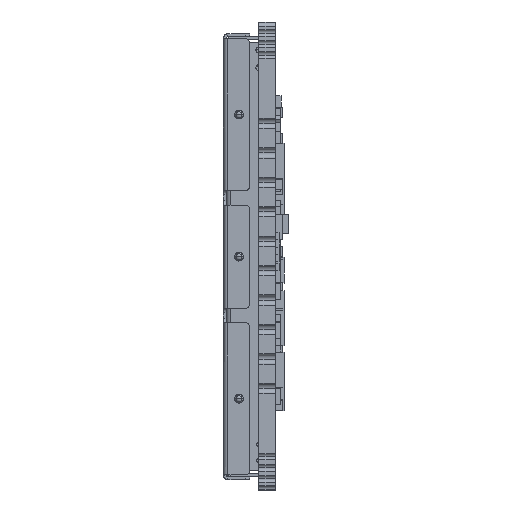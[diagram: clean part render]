
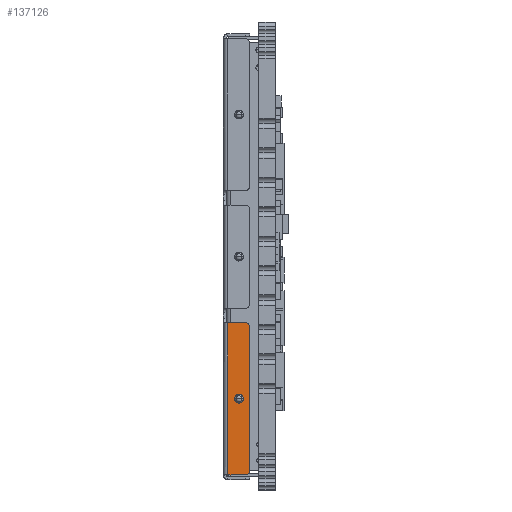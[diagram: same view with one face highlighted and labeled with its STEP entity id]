
A CAD part, left-side view. The second image highlights one B-rep face of the part: STEP entity #137126.
In plain terms, the highlighted planar face has unit normal (-1, 0, 0).
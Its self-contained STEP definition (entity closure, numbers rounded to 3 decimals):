
#742 = CIRCLE ( 'NONE', #107127, 0.3 ) ;
#898 = CARTESIAN_POINT ( 'NONE',  ( -46.15, 2.018, -2.42 ) ) ;
#1447 = DIRECTION ( 'NONE',  ( 0., 0., 1. ) ) ;
#1682 = AXIS2_PLACEMENT_3D ( 'NONE', #898, #41046, #1447 ) ;
#4372 = CARTESIAN_POINT ( 'NONE',  ( -46.15, 2.468, 2.439 ) ) ;
#4920 = EDGE_CURVE ( 'NONE', #83113, #70616, #11773, .T. ) ;
#6404 = DIRECTION ( 'NONE',  ( 0., 0., 1. ) ) ;
#7935 = LINE ( 'NONE', #116615, #32694 ) ;
#11773 = LINE ( 'NONE', #116896, #134936 ) ;
#14060 = CARTESIAN_POINT ( 'NONE',  ( -46.15, 2.018, -2.72 ) ) ;
#18041 = EDGE_CURVE ( 'NONE', #83113, #123731, #38866, .T. ) ;
#18820 = ORIENTED_EDGE ( 'NONE', *, *, #138334, .F. ) ;
#21541 = EDGE_CURVE ( 'NONE', #163360, #82925, #742, .T. ) ;
#25552 = CIRCLE ( 'NONE', #170244, 0.3 ) ;
#32648 = ORIENTED_EDGE ( 'NONE', *, *, #63300, .T. ) ;
#32694 = VECTOR ( 'NONE', #115480, 1000. ) ;
#34137 = AXIS2_PLACEMENT_3D ( 'NONE', #158952, #146821, #158377 ) ;
#35540 = EDGE_CURVE ( 'NONE', #82925, #163360, #25552, .T. ) ;
#38082 = DIRECTION ( 'NONE',  ( 0., -1., 0. ) ) ;
#38866 = CIRCLE ( 'NONE', #153504, 0.3 ) ;
#39388 = VERTEX_POINT ( 'NONE', #125991 ) ;
#41046 = DIRECTION ( 'NONE',  ( -1., 0., 0. ) ) ;
#53843 = CARTESIAN_POINT ( 'NONE',  ( -46.15, 2.018, 7.299 ) ) ;
#54417 = ORIENTED_EDGE ( 'NONE', *, *, #21541, .F. ) ;
#55107 = FACE_BOUND ( 'NONE', #71798, .T. ) ;
#55478 = DIRECTION ( 'NONE',  ( 0., 0., -1. ) ) ;
#59381 = ORIENTED_EDGE ( 'NONE', *, *, #69046, .T. ) ;
#62899 = VERTEX_POINT ( 'NONE', #14060 ) ;
#63300 = EDGE_CURVE ( 'NONE', #116241, #39388, #7935, .T. ) ;
#64371 = EDGE_LOOP ( 'NONE', ( #158664, #59381, #116143, #136079, #18820, #32648 ) ) ;
#69046 = EDGE_CURVE ( 'NONE', #62899, #70616, #142349, .T. ) ;
#70616 = VERTEX_POINT ( 'NONE', #147719 ) ;
#71798 = EDGE_LOOP ( 'NONE', ( #54417, #134084 ) ) ;
#75522 = FACE_OUTER_BOUND ( 'NONE', #64371, .T. ) ;
#76237 = CARTESIAN_POINT ( 'NONE',  ( -46.15, 2.468, 2.739 ) ) ;
#82925 = VERTEX_POINT ( 'NONE', #125513 ) ;
#83113 = VERTEX_POINT ( 'NONE', #127740 ) ;
#90916 = CARTESIAN_POINT ( 'NONE',  ( -46.15, 2.018, 7.599 ) ) ;
#93198 = VECTOR ( 'NONE', #137108, 1000. ) ;
#107127 = AXIS2_PLACEMENT_3D ( 'NONE', #4372, #123160, #108893 ) ;
#108893 = DIRECTION ( 'NONE',  ( 0., 0., 1. ) ) ;
#115480 = DIRECTION ( 'NONE',  ( 0., 0., -1. ) ) ;
#116143 = ORIENTED_EDGE ( 'NONE', *, *, #4920, .F. ) ;
#116241 = VERTEX_POINT ( 'NONE', #141318 ) ;
#116615 = CARTESIAN_POINT ( 'NONE',  ( -46.15, 3.218, -58.312 ) ) ;
#116896 = CARTESIAN_POINT ( 'NONE',  ( -46.15, 1.718, -58.312 ) ) ;
#123160 = DIRECTION ( 'NONE',  ( -1., 0., 0. ) ) ;
#123731 = VERTEX_POINT ( 'NONE', #90916 ) ;
#124751 = EDGE_CURVE ( 'NONE', #39388, #62899, #147903, .T. ) ;
#125513 = CARTESIAN_POINT ( 'NONE',  ( -46.15, 2.468, 2.139 ) ) ;
#125991 = CARTESIAN_POINT ( 'NONE',  ( -46.15, 3.218, -2.72 ) ) ;
#127740 = CARTESIAN_POINT ( 'NONE',  ( -46.15, 1.718, 7.299 ) ) ;
#128033 = LINE ( 'NONE', #149127, #93198 ) ;
#134084 = ORIENTED_EDGE ( 'NONE', *, *, #35540, .F. ) ;
#134936 = VECTOR ( 'NONE', #55478, 1000. ) ;
#136079 = ORIENTED_EDGE ( 'NONE', *, *, #18041, .T. ) ;
#137108 = DIRECTION ( 'NONE',  ( 0., -1., 0. ) ) ;
#137126 = ADVANCED_FACE ( 'NONE', ( #55107, #75522 ), #147403, .T. ) ;
#138334 = EDGE_CURVE ( 'NONE', #116241, #123731, #128033, .T. ) ;
#138367 = DIRECTION ( 'NONE',  ( -1., 0., 0. ) ) ;
#141318 = CARTESIAN_POINT ( 'NONE',  ( -46.15, 3.218, 7.599 ) ) ;
#142349 = CIRCLE ( 'NONE', #1682, 0.3 ) ;
#145926 = VECTOR ( 'NONE', #38082, 1000. ) ;
#146821 = DIRECTION ( 'NONE',  ( -1., 0., 0. ) ) ;
#147403 = PLANE ( 'NONE',  #34137 ) ;
#147719 = CARTESIAN_POINT ( 'NONE',  ( -46.15, 1.718, -2.42 ) ) ;
#147903 = LINE ( 'NONE', #155665, #145926 ) ;
#149127 = CARTESIAN_POINT ( 'NONE',  ( -46.15, 3.518, 7.599 ) ) ;
#153504 = AXIS2_PLACEMENT_3D ( 'NONE', #53843, #158264, #159414 ) ;
#155665 = CARTESIAN_POINT ( 'NONE',  ( -46.15, 3.518, -2.72 ) ) ;
#158264 = DIRECTION ( 'NONE',  ( -1., 0., 0. ) ) ;
#158377 = DIRECTION ( 'NONE',  ( 0., 0., 1. ) ) ;
#158664 = ORIENTED_EDGE ( 'NONE', *, *, #124751, .T. ) ;
#158952 = CARTESIAN_POINT ( 'NONE',  ( -46.15, 3.518, -58.312 ) ) ;
#159414 = DIRECTION ( 'NONE',  ( 0., 0., 1. ) ) ;
#163360 = VERTEX_POINT ( 'NONE', #76237 ) ;
#163662 = CARTESIAN_POINT ( 'NONE',  ( -46.15, 2.468, 2.439 ) ) ;
#170244 = AXIS2_PLACEMENT_3D ( 'NONE', #163662, #138367, #6404 ) ;
